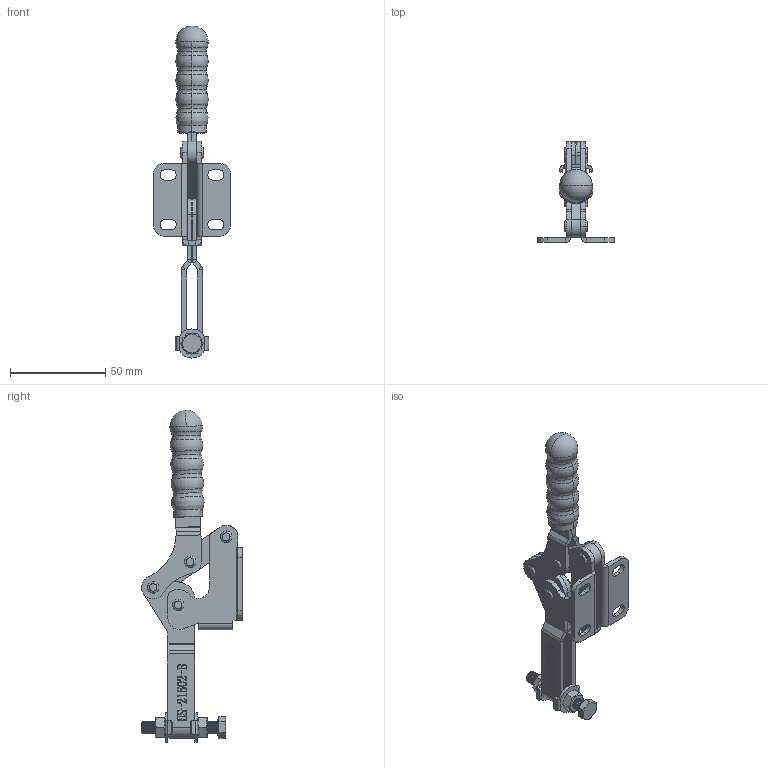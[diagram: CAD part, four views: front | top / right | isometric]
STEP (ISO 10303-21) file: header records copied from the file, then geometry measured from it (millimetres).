
FILE_DESCRIPTION (( 'STEP AP203' ), '1' );
FILE_NAME ('HS-21502-B .STEP', '2019-08-03T06:31:26', ( '微软用户' ), ( '微软中国' ), 'SwSTEP 2.0', 'SolidWorks 2012', '' );
FILE_SCHEMA (( 'CONFIG_CONTROL_DESIGN' ));
Length unit declared in the file: millimetre
Products named in the file (11): HS-21502-B ; hex nuts, style 1-grades ab gb_GB_FASTENER_NUT_SNAB1 M6-N; hexagon head bolts-full thread gb_GB_FASTENER_BOLT_STBAB A M6X40-S; FW-141; 忒梟衵; 忒梟酘; 揤參; 种; 忒參; 蟀裝; 楊擘菁釱
Assembly tree (15 placements, depth 2):
  HS-21502-B 
    楊擘菁釱
    蟀裝
    忒參
    种  x4
    揤參
    忒梟酘
    忒梟衵
    FW-141  x2
    hexagon head bolts-full thread gb_GB_FASTENER_BOLT_STBAB A M6X40-S
    hex nuts, style 1-grades ab gb_GB_FASTENER_NUT_SNAB1 M6-N  x2
Bounding box: 40 x 52.83 x 173.88 mm (x, y, z)
Volume: 36508.8 mm3; surface area: 33638.1 mm2
Topology: 16 solids, 16 shells, 1189 faces, 2827 edges, 1705 vertices
Faces by surface type: plane 435, cylinder 285, cone 272, bspline 151, torus 44, sphere 2
Entity records: 40391 total; most frequent: CARTESIAN_POINT 13854, ORIENTED_EDGE 5336, DIRECTION 5032, EDGE_CURVE 2668, AXIS2_PLACEMENT_3D 1727, VERTEX_POINT 1603, VECTOR 1578, LINE 1578
